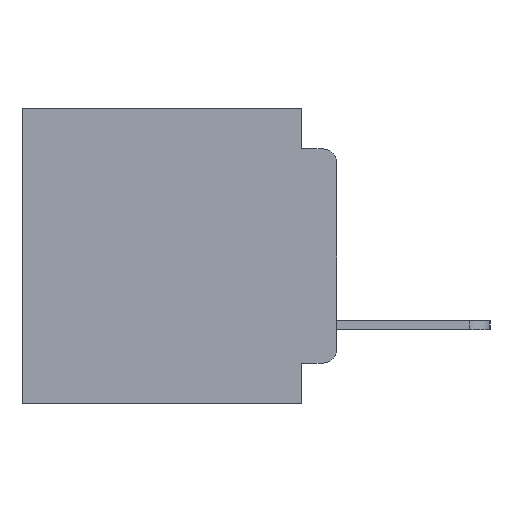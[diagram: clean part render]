
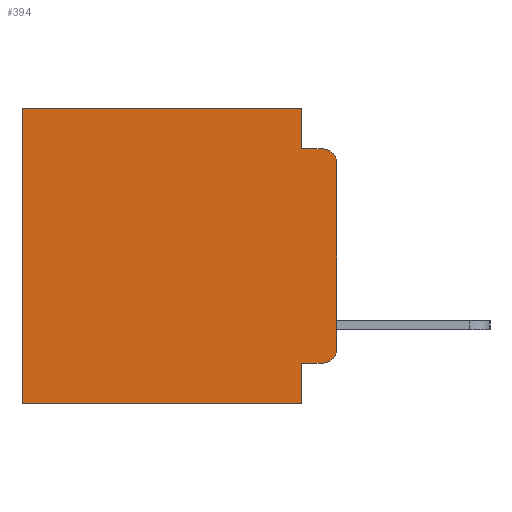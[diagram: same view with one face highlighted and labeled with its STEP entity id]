
A CAD part, left-side view. The second image highlights one B-rep face of the part: STEP entity #394.
In plain terms, the highlighted planar face has unit normal (-1, 0, 0).
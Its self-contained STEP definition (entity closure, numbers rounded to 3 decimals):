
#157 = ORIENTED_EDGE ( 'NONE', *, *, #4824, .F. ) ;
#329 = VECTOR ( 'NONE', #18772, 1000. ) ;
#394 = ADVANCED_FACE ( 'NONE', ( #22291 ), #13965, .F. ) ;
#597 = LINE ( 'NONE', #1828, #18549 ) ;
#718 = VERTEX_POINT ( 'NONE', #12235 ) ;
#807 = CARTESIAN_POINT ( 'NONE',  ( -67.462, 0.508, 3.975 ) ) ;
#843 = VERTEX_POINT ( 'NONE', #17853 ) ;
#1828 = CARTESIAN_POINT ( 'NONE',  ( -67.462, 1.295, -3.975 ) ) ;
#2912 = EDGE_CURVE ( 'NONE', #14109, #11287, #19660, .T. ) ;
#3888 = VECTOR ( 'NONE', #21312, 1000. ) ;
#4173 = ORIENTED_EDGE ( 'NONE', *, *, #10310, .T. ) ;
#4824 = EDGE_CURVE ( 'NONE', #19318, #11676, #23320, .T. ) ;
#5431 = EDGE_CURVE ( 'NONE', #17588, #843, #23614, .T. ) ;
#5676 = CIRCLE ( 'NONE', #7935, 0.508 ) ;
#5800 = CARTESIAN_POINT ( 'NONE',  ( -67.462, 1.295, 5.486 ) ) ;
#5969 = DIRECTION ( 'NONE',  ( 0., 0., -1. ) ) ;
#6040 = DIRECTION ( 'NONE',  ( 0., 0., -1. ) ) ;
#6386 = ORIENTED_EDGE ( 'NONE', *, *, #17658, .T. ) ;
#6585 = CARTESIAN_POINT ( 'NONE',  ( -67.462, 0.508, 3.467 ) ) ;
#7023 = VECTOR ( 'NONE', #6040, 1000. ) ;
#7195 = EDGE_CURVE ( 'NONE', #25345, #17588, #8914, .T. ) ;
#7834 = CARTESIAN_POINT ( 'NONE',  ( -67.462, 11.684, 5.486 ) ) ;
#7935 = AXIS2_PLACEMENT_3D ( 'NONE', #25722, #14908, #12540 ) ;
#8769 = DIRECTION ( 'NONE',  ( -1., 0., 0. ) ) ;
#8914 = LINE ( 'NONE', #13716, #24506 ) ;
#10296 = CARTESIAN_POINT ( 'NONE',  ( -67.462, 1.295, 3.975 ) ) ;
#10310 = EDGE_CURVE ( 'NONE', #19318, #718, #597, .T. ) ;
#10869 = CARTESIAN_POINT ( 'NONE',  ( -67.462, 0., 3.467 ) ) ;
#11287 = VERTEX_POINT ( 'NONE', #807 ) ;
#11676 = VERTEX_POINT ( 'NONE', #21744 ) ;
#11723 = VERTEX_POINT ( 'NONE', #26047 ) ;
#11961 = EDGE_CURVE ( 'NONE', #11676, #843, #13361, .T. ) ;
#12000 = EDGE_LOOP ( 'NONE', ( #4173, #6386, #12237, #26348, #14782, #24061, #22936, #18476, #15768, #157 ) ) ;
#12235 = CARTESIAN_POINT ( 'NONE',  ( -67.462, 0.508, -3.975 ) ) ;
#12237 = ORIENTED_EDGE ( 'NONE', *, *, #21829, .F. ) ;
#12325 = CARTESIAN_POINT ( 'NONE',  ( -67.462, 0., -3.467 ) ) ;
#12540 = DIRECTION ( 'NONE',  ( 0., 0., -1. ) ) ;
#12755 = VERTEX_POINT ( 'NONE', #12325 ) ;
#13361 = LINE ( 'NONE', #27153, #18432 ) ;
#13716 = CARTESIAN_POINT ( 'NONE',  ( -67.462, 0., 5.486 ) ) ;
#13961 = CARTESIAN_POINT ( 'NONE',  ( -67.462, 1.295, 0. ) ) ;
#13965 = PLANE ( 'NONE',  #26657 ) ;
#14050 = DIRECTION ( 'NONE',  ( 0., 0., -1. ) ) ;
#14055 = DIRECTION ( 'NONE',  ( 0., 0., -1. ) ) ;
#14109 = VERTEX_POINT ( 'NONE', #10869 ) ;
#14782 = ORIENTED_EDGE ( 'NONE', *, *, #15835, .F. ) ;
#14908 = DIRECTION ( 'NONE',  ( -1., 0., 0. ) ) ;
#15337 = VECTOR ( 'NONE', #14050, 1000. ) ;
#15768 = ORIENTED_EDGE ( 'NONE', *, *, #11961, .F. ) ;
#15802 = DIRECTION ( 'NONE',  ( 0., 1., 0. ) ) ;
#15835 = EDGE_CURVE ( 'NONE', #11723, #11287, #23059, .T. ) ;
#16046 = LINE ( 'NONE', #17025, #3888 ) ;
#16428 = AXIS2_PLACEMENT_3D ( 'NONE', #6585, #8769, #23891 ) ;
#17025 = CARTESIAN_POINT ( 'NONE',  ( -67.462, 0., -5.486 ) ) ;
#17588 = VERTEX_POINT ( 'NONE', #7834 ) ;
#17658 = EDGE_CURVE ( 'NONE', #718, #12755, #5676, .T. ) ;
#17853 = CARTESIAN_POINT ( 'NONE',  ( -67.462, 11.684, -5.486 ) ) ;
#18432 = VECTOR ( 'NONE', #26957, 1000. ) ;
#18476 = ORIENTED_EDGE ( 'NONE', *, *, #5431, .T. ) ;
#18549 = VECTOR ( 'NONE', #18864, 1000. ) ;
#18772 = DIRECTION ( 'NONE',  ( 0., -1., 0. ) ) ;
#18864 = DIRECTION ( 'NONE',  ( 0., -1., 0. ) ) ;
#18898 = VECTOR ( 'NONE', #5969, 1000. ) ;
#19070 = CARTESIAN_POINT ( 'NONE',  ( -67.462, 11.684, -5.486 ) ) ;
#19318 = VERTEX_POINT ( 'NONE', #20826 ) ;
#19660 = CIRCLE ( 'NONE', #16428, 0.508 ) ;
#20826 = CARTESIAN_POINT ( 'NONE',  ( -67.462, 1.295, -3.975 ) ) ;
#21312 = DIRECTION ( 'NONE',  ( 0., 0., -1. ) ) ;
#21744 = CARTESIAN_POINT ( 'NONE',  ( -67.462, 1.295, -5.486 ) ) ;
#21829 = EDGE_CURVE ( 'NONE', #14109, #12755, #16046, .T. ) ;
#22291 = FACE_OUTER_BOUND ( 'NONE', #12000, .T. ) ;
#22687 = CARTESIAN_POINT ( 'NONE',  ( -67.462, 0., -5.486 ) ) ;
#22936 = ORIENTED_EDGE ( 'NONE', *, *, #7195, .T. ) ;
#22997 = EDGE_CURVE ( 'NONE', #25345, #11723, #26889, .T. ) ;
#23059 = LINE ( 'NONE', #10296, #329 ) ;
#23320 = LINE ( 'NONE', #23377, #18898 ) ;
#23377 = CARTESIAN_POINT ( 'NONE',  ( -67.462, 1.295, 0. ) ) ;
#23614 = LINE ( 'NONE', #19070, #7023 ) ;
#23891 = DIRECTION ( 'NONE',  ( 0., 0., -1. ) ) ;
#24061 = ORIENTED_EDGE ( 'NONE', *, *, #22997, .F. ) ;
#24506 = VECTOR ( 'NONE', #15802, 1000. ) ;
#24862 = DIRECTION ( 'NONE',  ( 1., 0., 0. ) ) ;
#25345 = VERTEX_POINT ( 'NONE', #5800 ) ;
#25722 = CARTESIAN_POINT ( 'NONE',  ( -67.462, 0.508, -3.467 ) ) ;
#26047 = CARTESIAN_POINT ( 'NONE',  ( -67.462, 1.295, 3.975 ) ) ;
#26348 = ORIENTED_EDGE ( 'NONE', *, *, #2912, .T. ) ;
#26657 = AXIS2_PLACEMENT_3D ( 'NONE', #22687, #24862, #14055 ) ;
#26889 = LINE ( 'NONE', #13961, #15337 ) ;
#26957 = DIRECTION ( 'NONE',  ( 0., 1., 0. ) ) ;
#27153 = CARTESIAN_POINT ( 'NONE',  ( -67.462, 0., -5.486 ) ) ;
